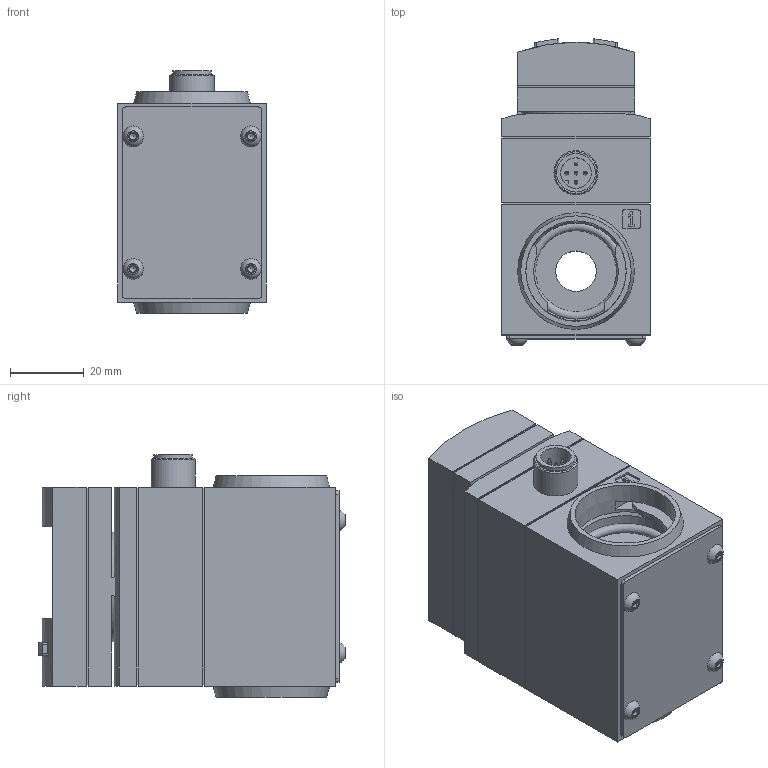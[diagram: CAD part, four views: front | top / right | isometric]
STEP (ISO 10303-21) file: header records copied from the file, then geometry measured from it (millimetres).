
FILE_DESCRIPTION(/* description */ ('STEP AP214'),/* implementation_level */ '2;1');
FILE_NAME(/* name */ '8036888_SFAW-32T-X-E-PNLK-PNVBA-M12',/* time_stamp */ '2024-09-15T01:42:43+02:00',/* author */ ('License CC BY-ND 4.0'),/* organization */ ('CADENAS'),/* preprocessor_version */ 'ST-DEVELOPER v19.3',/* originating_system */ 'PARTsolutions',/* authorisation */ ' ');
FILE_SCHEMA (('AUTOMOTIVE_DESIGN {1 0 10303 214 3 1 1}'));
Length unit declared in the file: millimetre
Products named in the file (6): 8036888 SFAW-32T-X-E-PNLK-PNVBA-M12; 8022000 SFAW---(32); 8036907 SASF-FW-S-E; 8036908 SAMH-FW-SB; 5404420 SFAW (p); ISO7380-M3x8
Assembly tree (10 placements, depth 2):
  8036888 SFAW-32T-X-E-PNLK-PNVBA-M12
    8022000 SFAW---(32)
    8036907 SASF-FW-S-E  x2
    8036908 SAMH-FW-SB  x2
    5404420 SFAW (p)
    ISO7380-M3x8  x4
Bounding box: 40.3 x 83.23 x 66 mm (x, y, z)
Volume: 147262 mm3; surface area: 36032.9 mm2
Topology: 10 solids, 10 shells, 380 faces, 907 edges, 582 vertices
Faces by surface type: plane 238, cylinder 83, cone 48, torus 7, sphere 4
Full cylindrical faces by diameter (mm): 1 x5, 2.459 x4, 3 x4, 3.3 x4, 3.671 x1, 4.2 x1, 8.3 x1, 10.5 x1, 11 x1, 12 x1, 26.1 x2
Entity records: 10118 total; most frequent: CARTESIAN_POINT 1546, DIRECTION 1403, ORIENTED_EDGE 1328, EDGE_CURVE 664, AXIS2_PLACEMENT_3D 473, VERTEX_POINT 463, LINE 457, VECTOR 457
